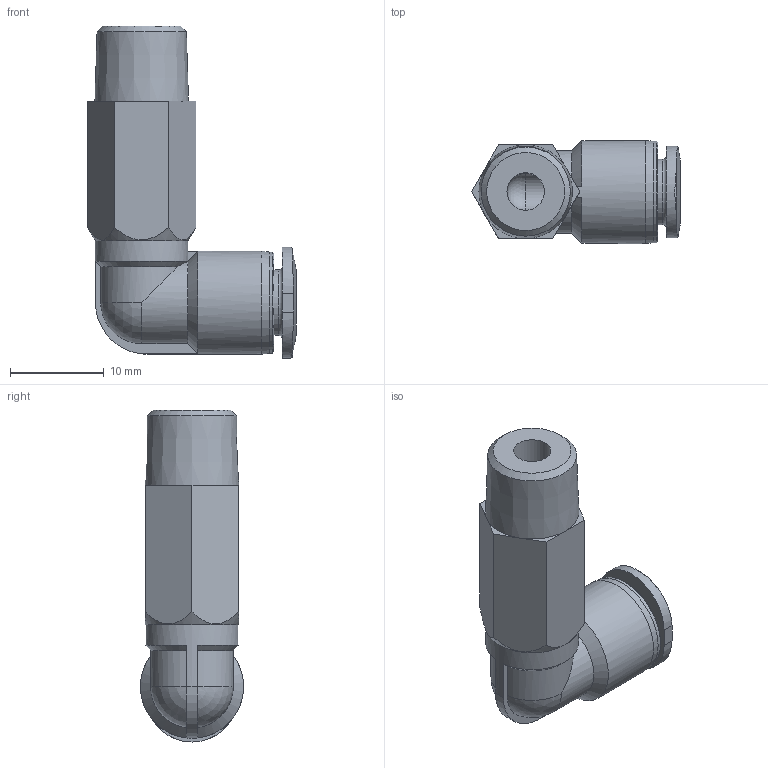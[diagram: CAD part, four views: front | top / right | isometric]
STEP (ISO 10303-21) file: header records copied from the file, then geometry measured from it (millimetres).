
FILE_DESCRIPTION(/* description */ ('STEP AP214'),/* implementation_level */ '2;1');
FILE_NAME(/* name */ '153342_QSMLL-1_8-6',/* time_stamp */ '2024-09-14T12:39:08+02:00',/* author */ ('License CC BY-ND 4.0'),/* organization */ ('CADENAS'),/* preprocessor_version */ 'ST-DEVELOPER v19.3',/* originating_system */ 'PARTsolutions',/* authorisation */ ' ');
FILE_SCHEMA (('AUTOMOTIVE_DESIGN {1 0 10303 214 3 1 1}'));
Length unit declared in the file: millimetre
Products named in the file (1): 153342 QSMLL-1/8-6
Bounding box: 22.27 x 11 x 35.4 mm (x, y, z)
Volume: 2859.1 mm3; surface area: 2379.6 mm2
Topology: 1 solids, 1 shells, 53 faces, 136 edges, 87 vertices
Faces by surface type: plane 20, cylinder 14, cone 10, sphere 5, torus 4
Full cylindrical faces by diameter (mm): 4 x2, 6 x1, 7 x1, 9.9 x1, 10.8 x1, 11 x1
Entity records: 1943 total; most frequent: CARTESIAN_POINT 358, DIRECTION 245, ORIENTED_EDGE 232, EDGE_CURVE 116, AXIS2_PLACEMENT_3D 104, VERTEX_POINT 83, EDGE_LOOP 73, FACE_BOUND 73
